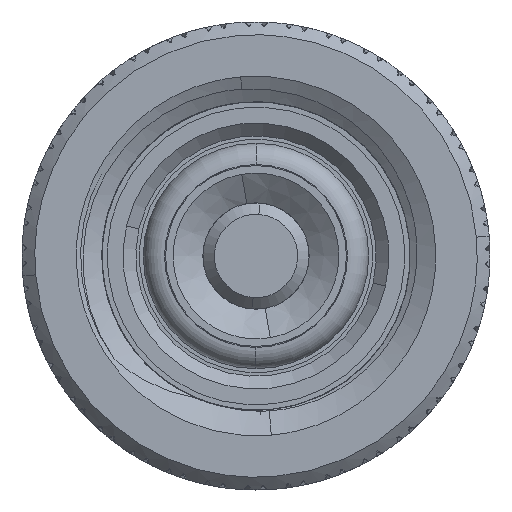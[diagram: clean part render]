
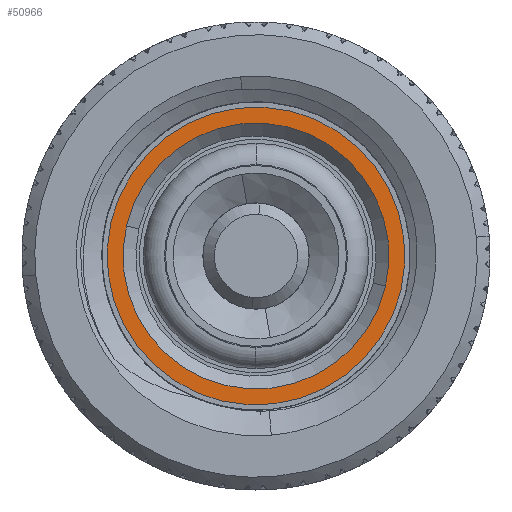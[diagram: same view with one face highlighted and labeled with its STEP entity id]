
A CAD part, left-side view. The second image highlights one B-rep face of the part: STEP entity #50966.
In plain terms, the highlighted planar face has unit normal (-1, 0, 0).
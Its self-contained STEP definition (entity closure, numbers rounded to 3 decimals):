
#246 = VERTEX_POINT ( 'NONE', #49651 ) ;
#2753 = DIRECTION ( 'NONE',  ( -1., 0., 0. ) ) ;
#2818 = CIRCLE ( 'NONE', #48021, 3.125 ) ;
#5319 = DIRECTION ( 'NONE',  ( 0., 0., 1. ) ) ;
#6899 = PLANE ( 'NONE',  #10281 ) ;
#9126 = DIRECTION ( 'NONE',  ( -1., 0., 0. ) ) ;
#10281 = AXIS2_PLACEMENT_3D ( 'NONE', #10705, #2753, #26477 ) ;
#10705 = CARTESIAN_POINT ( 'NONE',  ( -9.473, 3.125, 0. ) ) ;
#10909 = CIRCLE ( 'NONE', #41011, 3.5 ) ;
#11135 = EDGE_CURVE ( 'NONE', #40432, #23176, #10909, .T. ) ;
#12149 = VERTEX_POINT ( 'NONE', #17838 ) ;
#12657 = ORIENTED_EDGE ( 'NONE', *, *, #28294, .T. ) ;
#12789 = CIRCLE ( 'NONE', #29015, 3.5 ) ;
#13967 = DIRECTION ( 'NONE',  ( -1., 0., 0. ) ) ;
#14344 = CARTESIAN_POINT ( 'NONE',  ( -9.473, 0., 0. ) ) ;
#14449 = ORIENTED_EDGE ( 'NONE', *, *, #26837, .F. ) ;
#15717 = ORIENTED_EDGE ( 'NONE', *, *, #11135, .T. ) ;
#17838 = CARTESIAN_POINT ( 'NONE',  ( -9.473, 0., -3.125 ) ) ;
#21442 = DIRECTION ( 'NONE',  ( 0., 0., 1. ) ) ;
#23176 = VERTEX_POINT ( 'NONE', #32520 ) ;
#25746 = CARTESIAN_POINT ( 'NONE',  ( -9.473, 0., 0. ) ) ;
#25797 = ORIENTED_EDGE ( 'NONE', *, *, #33200, .F. ) ;
#26120 = CARTESIAN_POINT ( 'NONE',  ( -9.473, 0., 3.5 ) ) ;
#26477 = DIRECTION ( 'NONE',  ( 0., 0., 1. ) ) ;
#26622 = DIRECTION ( 'NONE',  ( 0., 0., 1. ) ) ;
#26837 = EDGE_CURVE ( 'NONE', #246, #12149, #43240, .T. ) ;
#28294 = EDGE_CURVE ( 'NONE', #23176, #40432, #12789, .T. ) ;
#28703 = EDGE_LOOP ( 'NONE', ( #15717, #12657 ) ) ;
#29015 = AXIS2_PLACEMENT_3D ( 'NONE', #25746, #13967, #21442 ) ;
#30455 = FACE_OUTER_BOUND ( 'NONE', #28703, .T. ) ;
#32520 = CARTESIAN_POINT ( 'NONE',  ( -9.473, 0., -3.5 ) ) ;
#33200 = EDGE_CURVE ( 'NONE', #12149, #246, #2818, .T. ) ;
#34666 = AXIS2_PLACEMENT_3D ( 'NONE', #48941, #9126, #5319 ) ;
#34794 = FACE_BOUND ( 'NONE', #49853, .T. ) ;
#35323 = DIRECTION ( 'NONE',  ( -1., 0., 0. ) ) ;
#35495 = CARTESIAN_POINT ( 'NONE',  ( -9.473, 0., 0. ) ) ;
#40432 = VERTEX_POINT ( 'NONE', #26120 ) ;
#41011 = AXIS2_PLACEMENT_3D ( 'NONE', #35495, #35323, #46401 ) ;
#43240 = CIRCLE ( 'NONE', #34666, 3.125 ) ;
#46231 = DIRECTION ( 'NONE',  ( -1., 0., 0. ) ) ;
#46401 = DIRECTION ( 'NONE',  ( 0., 0., 1. ) ) ;
#48021 = AXIS2_PLACEMENT_3D ( 'NONE', #14344, #46231, #26622 ) ;
#48941 = CARTESIAN_POINT ( 'NONE',  ( -9.473, 0., 0. ) ) ;
#49651 = CARTESIAN_POINT ( 'NONE',  ( -9.473, 0., 3.125 ) ) ;
#49853 = EDGE_LOOP ( 'NONE', ( #14449, #25797 ) ) ;
#50966 = ADVANCED_FACE ( 'NONE', ( #30455, #34794 ), #6899, .T. ) ;
